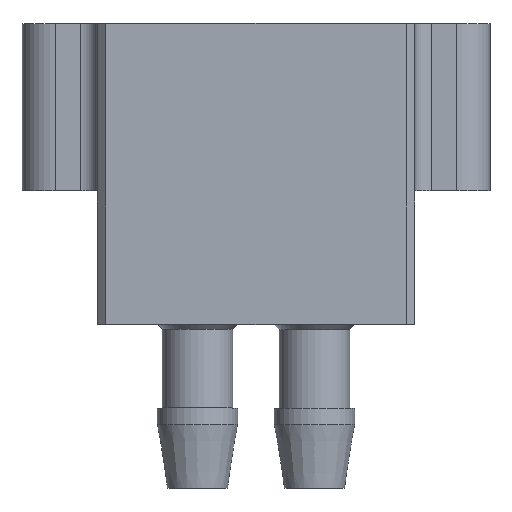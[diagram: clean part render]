
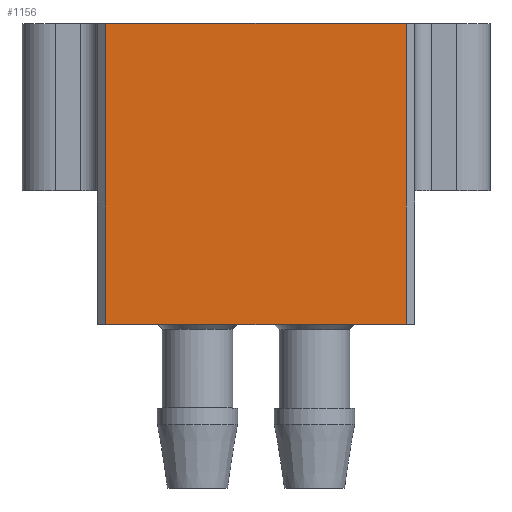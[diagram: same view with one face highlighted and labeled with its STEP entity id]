
A CAD part, top view. The second image highlights one B-rep face of the part: STEP entity #1156.
In plain terms, the highlighted planar face has unit normal (0, 0, 1).
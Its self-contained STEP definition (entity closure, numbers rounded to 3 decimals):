
#206=ORIENTED_EDGE('',*,*,#501,.F.);
#207=ORIENTED_EDGE('',*,*,#502,.F.);
#208=ORIENTED_EDGE('',*,*,#503,.F.);
#209=ORIENTED_EDGE('',*,*,#499,.F.);
#499=EDGE_CURVE('',#639,#640,#743,.T.);
#501=EDGE_CURVE('',#641,#639,#745,.T.);
#502=EDGE_CURVE('',#642,#641,#746,.T.);
#503=EDGE_CURVE('',#640,#642,#747,.T.);
#639=VERTEX_POINT('',#1874);
#640=VERTEX_POINT('',#1876);
#641=VERTEX_POINT('',#1880);
#642=VERTEX_POINT('',#1882);
#743=LINE('',#1875,#831);
#745=LINE('',#1879,#833);
#746=LINE('',#1881,#834);
#747=LINE('',#1883,#835);
#831=VECTOR('',#1499,1000.);
#833=VECTOR('',#1503,1000.);
#834=VECTOR('',#1504,1000.);
#835=VECTOR('',#1505,1000.);
#903=EDGE_LOOP('',(#206,#207,#208,#209));
#1011=FACE_BOUND('',#903,.T.);
#1105=PLANE('',#1266);
#1156=ADVANCED_FACE('',(#1011),#1105,.F.);
#1266=AXIS2_PLACEMENT_3D('',#1878,#1501,#1502);
#1499=DIRECTION('',(0.,1.,0.));
#1501=DIRECTION('',(0.,0.,-1.));
#1502=DIRECTION('',(1.,0.,0.));
#1503=DIRECTION('',(-1.,0.,0.));
#1504=DIRECTION('',(0.,-1.,0.));
#1505=DIRECTION('',(1.,0.,0.));
#1874=CARTESIAN_POINT('',(-9.,-8.,8.));
#1875=CARTESIAN_POINT('',(-9.,-8.,8.));
#1876=CARTESIAN_POINT('',(-9.,10.,8.));
#1878=CARTESIAN_POINT('',(-9.5,-8.,8.));
#1879=CARTESIAN_POINT('',(9.,-8.,8.));
#1880=CARTESIAN_POINT('',(9.,-8.,8.));
#1881=CARTESIAN_POINT('',(9.,10.,8.));
#1882=CARTESIAN_POINT('',(9.,10.,8.));
#1883=CARTESIAN_POINT('',(-9.,10.,8.));
